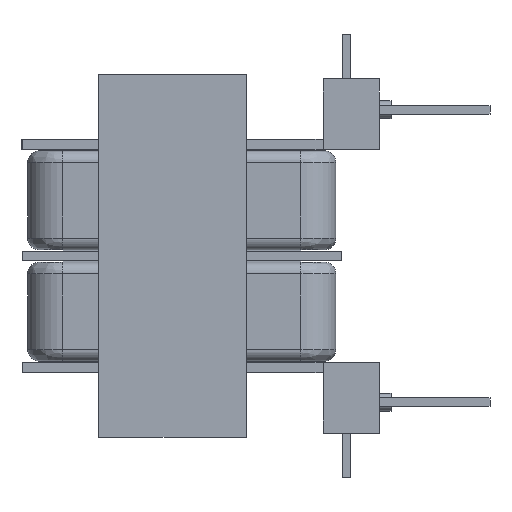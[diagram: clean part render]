
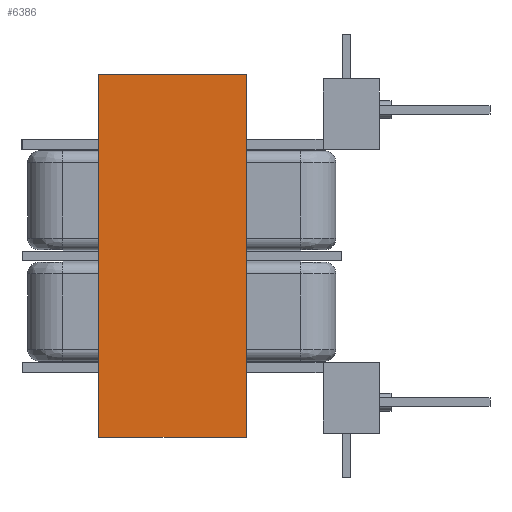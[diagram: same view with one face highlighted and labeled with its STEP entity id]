
A CAD part, left-side view. The second image highlights one B-rep face of the part: STEP entity #6386.
In plain terms, the highlighted planar face has unit normal (-1, 0, 0).
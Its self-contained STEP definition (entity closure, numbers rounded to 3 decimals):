
#69 = LINE ( 'NONE', #11845, #9358 ) ;
#342 = DIRECTION ( 'NONE',  ( 0., 0., 1. ) ) ;
#515 = PLANE ( 'NONE',  #3386 ) ;
#2062 = VECTOR ( 'NONE', #342, 1000. ) ;
#2088 = ORIENTED_EDGE ( 'NONE', *, *, #2395, .F. ) ;
#2362 = VECTOR ( 'NONE', #13244, 1000. ) ;
#2395 = EDGE_CURVE ( 'NONE', #9664, #12033, #10490, .T. ) ;
#3178 = EDGE_CURVE ( 'NONE', #12033, #5272, #14517, .T. ) ;
#3386 = AXIS2_PLACEMENT_3D ( 'NONE', #7972, #9121, #10570 ) ;
#3678 = ORIENTED_EDGE ( 'NONE', *, *, #11214, .F. ) ;
#4646 = VECTOR ( 'NONE', #8595, 1000. ) ;
#5214 = CARTESIAN_POINT ( 'NONE',  ( -22.75, 11.43, -15.6 ) ) ;
#5272 = VERTEX_POINT ( 'NONE', #12982 ) ;
#5683 = FACE_OUTER_BOUND ( 'NONE', #12590, .T. ) ;
#5718 = ORIENTED_EDGE ( 'NONE', *, *, #3178, .F. ) ;
#6386 = ADVANCED_FACE ( 'NONE', ( #5683 ), #515, .F. ) ;
#6590 = CARTESIAN_POINT ( 'NONE',  ( -22.75, 24.13, -15.6 ) ) ;
#7251 = CARTESIAN_POINT ( 'NONE',  ( -22.75, 24.13, -15.6 ) ) ;
#7972 = CARTESIAN_POINT ( 'NONE',  ( -22.75, 24.13, 15.6 ) ) ;
#8303 = CARTESIAN_POINT ( 'NONE',  ( -22.75, 24.13, 15.6 ) ) ;
#8595 = DIRECTION ( 'NONE',  ( 0., 1., 0. ) ) ;
#8909 = CARTESIAN_POINT ( 'NONE',  ( -22.75, 11.43, 15.6 ) ) ;
#9121 = DIRECTION ( 'NONE',  ( 1., 0., 0. ) ) ;
#9358 = VECTOR ( 'NONE', #11685, 1000. ) ;
#9664 = VERTEX_POINT ( 'NONE', #5214 ) ;
#10490 = LINE ( 'NONE', #7251, #4646 ) ;
#10570 = DIRECTION ( 'NONE',  ( 0., 0., -1. ) ) ;
#10969 = VERTEX_POINT ( 'NONE', #8909 ) ;
#11214 = EDGE_CURVE ( 'NONE', #5272, #10969, #69, .T. ) ;
#11685 = DIRECTION ( 'NONE',  ( 0., -1., 0. ) ) ;
#11705 = LINE ( 'NONE', #12636, #2062 ) ;
#11845 = CARTESIAN_POINT ( 'NONE',  ( -22.75, 11.43, 15.6 ) ) ;
#12033 = VERTEX_POINT ( 'NONE', #6590 ) ;
#12590 = EDGE_LOOP ( 'NONE', ( #2088, #14048, #3678, #5718 ) ) ;
#12636 = CARTESIAN_POINT ( 'NONE',  ( -22.75, 11.43, 15.6 ) ) ;
#12982 = CARTESIAN_POINT ( 'NONE',  ( -22.75, 24.13, 15.6 ) ) ;
#13244 = DIRECTION ( 'NONE',  ( 0., 0., 1. ) ) ;
#14048 = ORIENTED_EDGE ( 'NONE', *, *, #14465, .T. ) ;
#14465 = EDGE_CURVE ( 'NONE', #9664, #10969, #11705, .T. ) ;
#14517 = LINE ( 'NONE', #8303, #2362 ) ;
